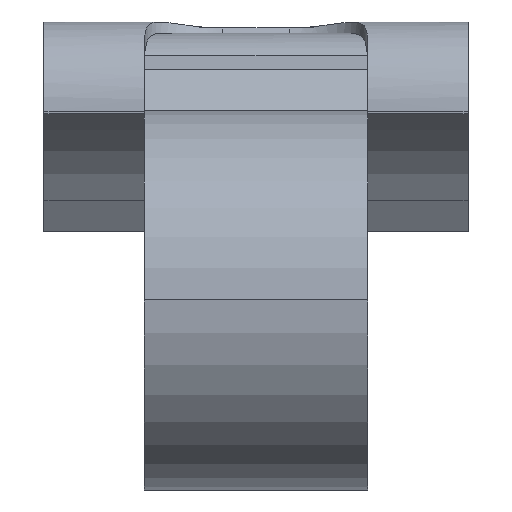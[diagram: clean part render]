
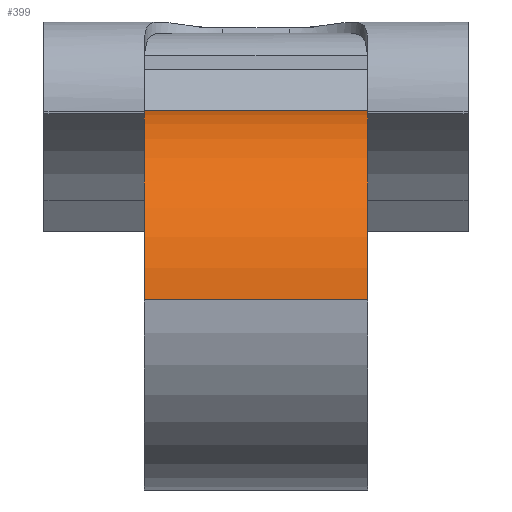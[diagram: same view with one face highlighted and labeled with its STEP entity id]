
A CAD part, top view. The second image highlights one B-rep face of the part: STEP entity #399.
In plain terms, the highlighted cylindrical face has radius 14.167 mm (diameter 28.333 mm), a partial arc.
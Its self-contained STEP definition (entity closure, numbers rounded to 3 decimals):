
#15 = VERTEX_POINT ( 'NONE', #428 ) ;
#22 = AXIS2_PLACEMENT_3D ( 'NONE', #936, #1029, #931 ) ;
#40 = VECTOR ( 'NONE', #142, 1000. ) ;
#41 = EDGE_CURVE ( 'NONE', #525, #15, #1109, .T. ) ;
#44 = CARTESIAN_POINT ( 'NONE',  ( 13.333, 10.252, 3.608 ) ) ;
#54 = DIRECTION ( 'NONE',  ( 1., 0., 0. ) ) ;
#142 = DIRECTION ( 'NONE',  ( -1., 0., 0. ) ) ;
#159 = CARTESIAN_POINT ( 'NONE',  ( 13.333, -3.301, 21.899 ) ) ;
#179 = EDGE_CURVE ( 'NONE', #15, #253, #896, .T. ) ;
#209 = FACE_OUTER_BOUND ( 'NONE', #213, .T. ) ;
#213 = EDGE_LOOP ( 'NONE', ( #1094, #793, #438, #1158 ) ) ;
#215 = DIRECTION ( 'NONE',  ( 0., 0., 1. ) ) ;
#243 = AXIS2_PLACEMENT_3D ( 'NONE', #605, #54, #619 ) ;
#253 = VERTEX_POINT ( 'NONE', #919 ) ;
#279 = CARTESIAN_POINT ( 'NONE',  ( -3.333, 10.252, 3.608 ) ) ;
#399 = ADVANCED_FACE ( 'NONE', ( #209 ), #1045, .T. ) ;
#402 = VECTOR ( 'NONE', #991, 1000. ) ;
#428 = CARTESIAN_POINT ( 'NONE',  ( 13.333, -3.301, 21.899 ) ) ;
#438 = ORIENTED_EDGE ( 'NONE', *, *, #649, .T. ) ;
#483 = VERTEX_POINT ( 'NONE', #279 ) ;
#520 = CIRCLE ( 'NONE', #22, 14.167 ) ;
#525 = VERTEX_POINT ( 'NONE', #44 ) ;
#583 = DIRECTION ( 'NONE',  ( -1., 0., 0. ) ) ;
#605 = CARTESIAN_POINT ( 'NONE',  ( 13.333, -3.301, 7.733 ) ) ;
#619 = DIRECTION ( 'NONE',  ( 0., 0., -1. ) ) ;
#649 = EDGE_CURVE ( 'NONE', #525, #483, #784, .T. ) ;
#784 = LINE ( 'NONE', #1159, #40 ) ;
#793 = ORIENTED_EDGE ( 'NONE', *, *, #41, .F. ) ;
#896 = LINE ( 'NONE', #159, #402 ) ;
#919 = CARTESIAN_POINT ( 'NONE',  ( -3.333, -3.301, 21.899 ) ) ;
#931 = DIRECTION ( 'NONE',  ( 0., 0., -1. ) ) ;
#936 = CARTESIAN_POINT ( 'NONE',  ( -3.333, -3.301, 7.733 ) ) ;
#943 = AXIS2_PLACEMENT_3D ( 'NONE', #1049, #583, #215 ) ;
#970 = EDGE_CURVE ( 'NONE', #483, #253, #520, .T. ) ;
#991 = DIRECTION ( 'NONE',  ( -1., 0., 0. ) ) ;
#1029 = DIRECTION ( 'NONE',  ( 1., 0., 0. ) ) ;
#1045 = CYLINDRICAL_SURFACE ( 'NONE', #943, 14.167 ) ;
#1049 = CARTESIAN_POINT ( 'NONE',  ( 13.333, -3.301, 7.733 ) ) ;
#1094 = ORIENTED_EDGE ( 'NONE', *, *, #179, .F. ) ;
#1109 = CIRCLE ( 'NONE', #243, 14.167 ) ;
#1158 = ORIENTED_EDGE ( 'NONE', *, *, #970, .T. ) ;
#1159 = CARTESIAN_POINT ( 'NONE',  ( 13.333, 10.252, 3.608 ) ) ;
